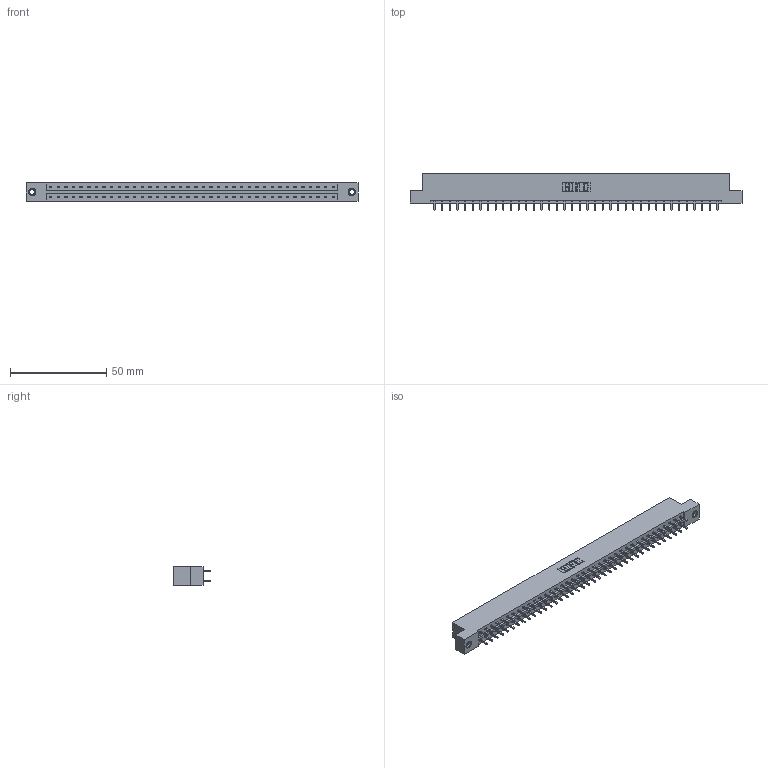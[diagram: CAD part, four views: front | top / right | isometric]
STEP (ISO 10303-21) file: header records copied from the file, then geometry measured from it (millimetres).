
FILE_DESCRIPTION (( 'STEP AP203' ), '1' );
FILE_NAME ('333-076-521-207.STEP', '2018-08-04T22:44:09', ( '' ), ( '' ), 'SwSTEP 2.0', 'SolidWorks 2016', '' );
FILE_SCHEMA (( 'CONFIG_CONTROL_DESIGN' ));
Length unit declared in the file: inch
Products named in the file (4): 333 Part_Flush - .156 Dia - TI; 345-292-001_345-293-121; 345-250-001_345-250-005-103; 333-076-521-207
Assembly tree (79 placements, depth 2):
  333-076-521-207
    333 Part_Flush - .156 Dia - TI
    345-292-001_345-293-121  x76
    345-250-001_345-250-005-103  x2
Bounding box: 172.11 x 19.06 x 9.4 mm (x, y, z)
Volume: 17489.6 mm3; surface area: 20449.5 mm2
Topology: 79 solids, 79 shells, 4126 faces, 12227 edges, 8042 vertices
Faces by surface type: plane 2838, cylinder 1272, cone 12, torus 4
Entity records: 26168 total; most frequent: CARTESIAN_POINT 4325, ORIENTED_EDGE 4254, DIRECTION 3733, EDGE_CURVE 2127, LINE 1979, VECTOR 1979, VERTEX_POINT 1412, AXIS2_PLACEMENT_3D 877
